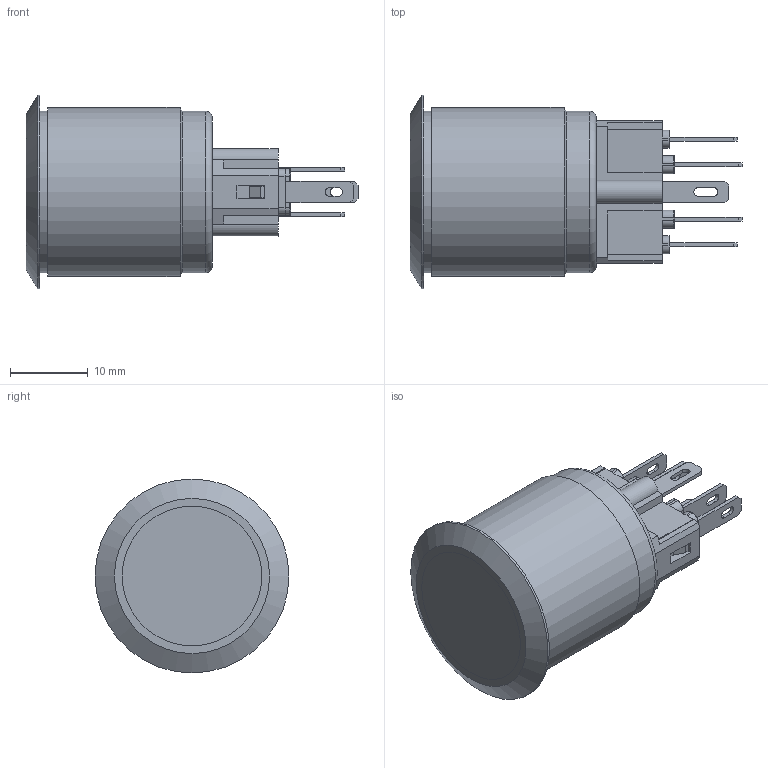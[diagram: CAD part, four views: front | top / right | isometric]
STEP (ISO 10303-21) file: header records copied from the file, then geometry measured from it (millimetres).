
FILE_DESCRIPTION((''),'2;1');
FILE_NAME('PV7F2T0xx.stp','2017-07-18T13:59:29',('mwilliams'),(''),'Autodesk Inventor 2012','Autodesk Inventor 2012','');
FILE_SCHEMA(('AUTOMOTIVE_DESIGN { 1 0 10303 214 1 1 1 1 }'));
Length unit declared in the file: millimetre
Products named in the file (8): PV7F2T0SS; PV7  Body Maintained; PV7  non-illu button; PV7 Terminal 2P illum; PV7 Terminal Base universal; PV7 Terminal 2p Base; PV7 Terminal (non-lamp); PV7 Terminal (Lamp)
Assembly tree (11 placements, depth 3):
  PV7F2T0SS
    PV7  Body Maintained
    PV7  non-illu button
    PV7 Terminal 2P illum
      PV7 Terminal Base universal
      PV7 Terminal 2p Base
      PV7 Terminal (non-lamp)  x4
      PV7 Terminal (Lamp)  x2
Bounding box: 42.8 x 25 x 25 mm (x, y, z)
Volume: 6057.2 mm3; surface area: 6676.8 mm2
Topology: 10 solids, 10 shells, 266 faces, 656 edges, 418 vertices
Faces by surface type: plane 188, cylinder 59, torus 17, cone 2
Full cylindrical faces by diameter (mm): 1.85 x1, 18 x2, 18.9 x2, 20.8 x2, 21.8 x1, 25 x1
Entity records: 6563 total; most frequent: DIRECTION 1122, CARTESIAN_POINT 1093, ORIENTED_EDGE 1042, EDGE_CURVE 521, VECTOR 394, LINE 394, AXIS2_PLACEMENT_3D 364, VERTEX_POINT 335
